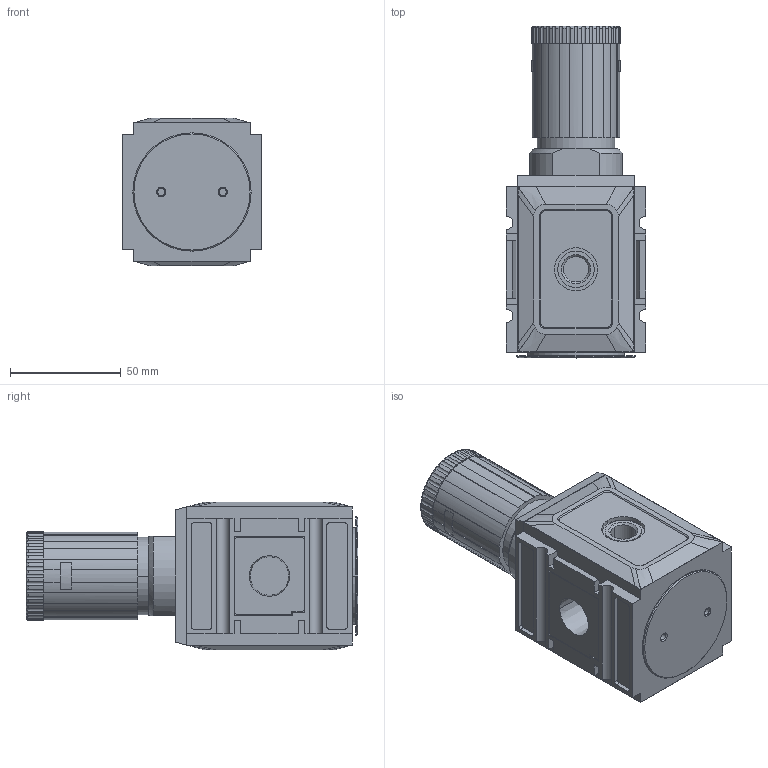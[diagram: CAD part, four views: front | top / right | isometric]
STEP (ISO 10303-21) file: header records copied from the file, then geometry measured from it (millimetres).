
FILE_DESCRIPTION((''),'2;1');
FILE_NAME('4221000142','2019-04-17T18:28:14',('INEextrab'),(''),'CREO PARAMETRIC BY PTC INC, 2018100','CREO PARAMETRIC BY PTC INC, 2018100','');
FILE_SCHEMA(('CONFIG_CONTROL_DESIGN'));
Length unit declared in the file: millimetre
Products named in the file (1): 4221000142
Bounding box: 63 x 150 x 66.74 mm (x, y, z)
Volume: 382001.8 mm3; surface area: 46483.4 mm2
Topology: 1 solids, 1 shells, 491 faces, 1310 edges, 852 vertices
Faces by surface type: plane 245, cylinder 146, torus 46, cone 30, bspline 24
Entity records: 16636 total; most frequent: CARTESIAN_POINT 4297, ORIENTED_EDGE 2620, DIRECTION 2552, EDGE_CURVE 1310, AXIS2_PLACEMENT_3D 929, VERTEX_POINT 852, VECTOR 694, LINE 694
